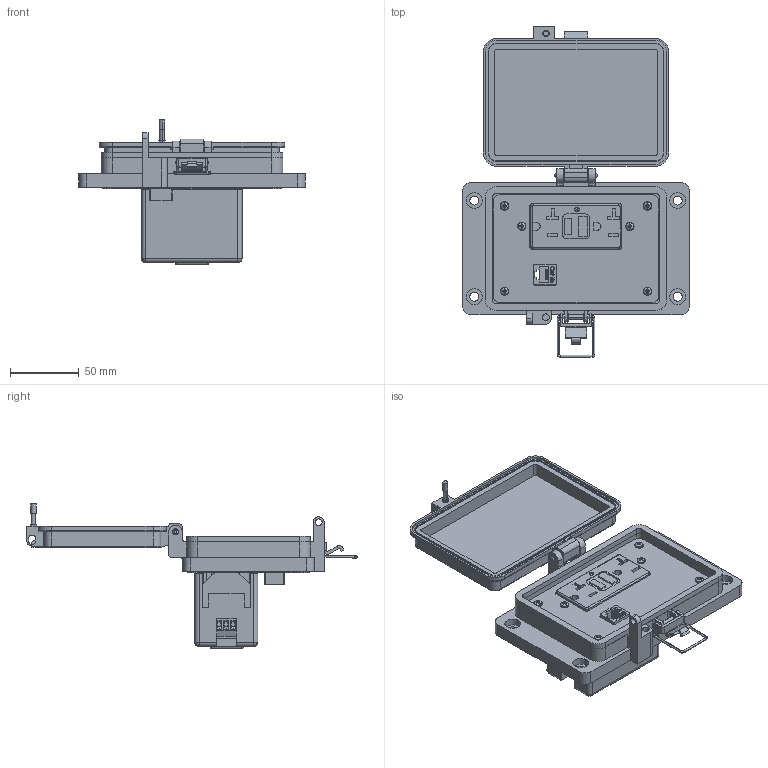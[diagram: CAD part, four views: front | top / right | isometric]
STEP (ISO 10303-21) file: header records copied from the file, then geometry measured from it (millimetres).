
FILE_DESCRIPTION (( 'STEP AP214' ), '1' );
FILE_NAME ('P-R2-M3RF0_3D.STEP', '2017-09-01T16:52:09', ( '' ), ( '' ), 'SwSTEP 2.0', 'SolidWorks 2017', '' );
FILE_SCHEMA (( 'AUTOMOTIVE_DESIGN' ));
Length unit declared in the file: millimetre
Products named in the file (11): H-X-M3; 92005A124_METRIC PAN HEAD PHILLIPS MACHINE SCREW_92005A124; RF_RF Clipped; Z-200-OTLT-RIOF_RF Clipped; R2; Z-300-RJ45CAT5; P-R2-M3RF0_FP; 90272A106_ZINC-PLTD STL PAN HEAD PHILLIPS MACHINE SCREW_90272A106; P-R2-M3RF0_TP; P-R2-M3RF0_BP; P-R2-M3RF0_3D
Assembly tree (16 placements, depth 3):
  P-R2-M3RF0_3D
    P-R2-M3RF0_BP
    P-R2-M3RF0_TP
    90272A106_ZINC-PLTD STL PAN HEAD PHILLIPS MACHINE SCREW_90272A106  x2
    P-R2-M3RF0_FP
    R2
      Z-300-RJ45CAT5
    RF_RF Clipped
      Z-200-OTLT-RIOF_RF Clipped
    92005A124_METRIC PAN HEAD PHILLIPS MACHINE SCREW_92005A124  x6
    H-X-M3
Bounding box: 164.96 x 240.59 x 104.92 mm (x, y, z)
Volume: 336373.8 mm3; surface area: 189266.1 mm2
Topology: 25 solids, 25 shells, 3300 faces, 9224 edges, 6084 vertices
Faces by surface type: cylinder 1493, plane 1452, bspline 226, cone 81, torus 32, sphere 16
Entity records: 98660 total; most frequent: CARTESIAN_POINT 25870, ORIENTED_EDGE 12598, DIRECTION 10547, EDGE_CURVE 6299, VECTOR 4165, LINE 4165, VERTEX_POINT 4146, AXIS2_PLACEMENT_3D 3191
